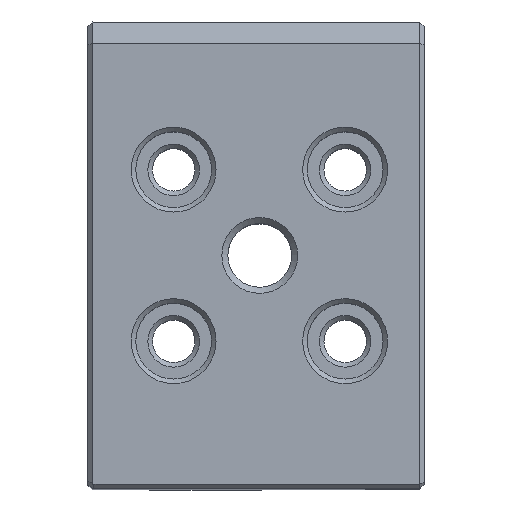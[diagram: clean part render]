
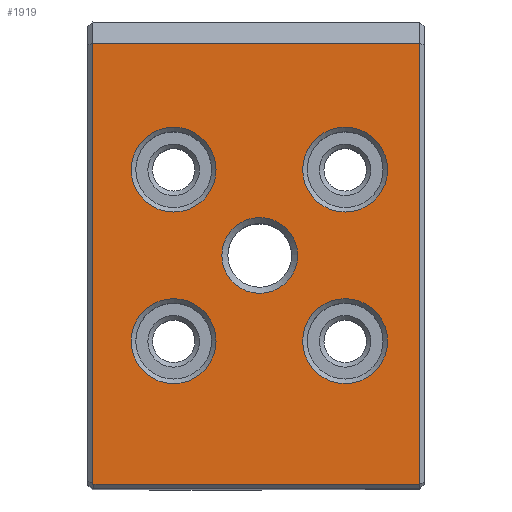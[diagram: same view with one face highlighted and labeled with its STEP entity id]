
A CAD part, top view. The second image highlights one B-rep face of the part: STEP entity #1919.
In plain terms, the highlighted planar face has unit normal (0, 0, 1).
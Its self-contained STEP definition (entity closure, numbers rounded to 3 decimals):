
#103=FACE_BOUND('',#309,.T.);
#104=FACE_BOUND('',#310,.T.);
#105=FACE_BOUND('',#311,.T.);
#106=FACE_BOUND('',#312,.T.);
#107=FACE_BOUND('',#313,.T.);
#134=CIRCLE('',#2072,2.5);
#135=CIRCLE('',#2073,2.8);
#136=CIRCLE('',#2074,2.8);
#137=CIRCLE('',#2075,2.8);
#138=CIRCLE('',#2076,2.8);
#184=FACE_OUTER_BOUND('',#308,.T.);
#308=EDGE_LOOP('',(#1390,#1391,#1392,#1393,#1394));
#309=EDGE_LOOP('',(#1395));
#310=EDGE_LOOP('',(#1396));
#311=EDGE_LOOP('',(#1397));
#312=EDGE_LOOP('',(#1398));
#313=EDGE_LOOP('',(#1399));
#509=LINE('',#3141,#684);
#512=LINE('',#3147,#687);
#513=LINE('',#3149,#688);
#514=LINE('',#3150,#689);
#515=LINE('',#3151,#690);
#684=VECTOR('',#2367,21.59);
#687=VECTOR('',#2372,0.07);
#688=VECTOR('',#2373,21.547);
#689=VECTOR('',#2374,29.1);
#690=VECTOR('',#2375,29.044);
#880=VERTEX_POINT('',#3139);
#881=VERTEX_POINT('',#3140);
#882=VERTEX_POINT('',#3145);
#883=VERTEX_POINT('',#3146);
#884=VERTEX_POINT('',#3148);
#885=VERTEX_POINT('',#3152);
#886=VERTEX_POINT('',#3154);
#887=VERTEX_POINT('',#3156);
#888=VERTEX_POINT('',#3158);
#889=VERTEX_POINT('',#3160);
#1072=EDGE_CURVE('',#880,#881,#509,.T.);
#1075=EDGE_CURVE('',#882,#883,#512,.T.);
#1076=EDGE_CURVE('',#883,#884,#513,.T.);
#1077=EDGE_CURVE('',#884,#880,#514,.T.);
#1078=EDGE_CURVE('',#881,#882,#515,.T.);
#1079=EDGE_CURVE('',#885,#885,#134,.T.);
#1080=EDGE_CURVE('',#886,#886,#135,.T.);
#1081=EDGE_CURVE('',#887,#887,#136,.T.);
#1082=EDGE_CURVE('',#888,#888,#137,.T.);
#1083=EDGE_CURVE('',#889,#889,#138,.T.);
#1390=ORIENTED_EDGE('',*,*,#1075,.T.);
#1391=ORIENTED_EDGE('',*,*,#1076,.T.);
#1392=ORIENTED_EDGE('',*,*,#1077,.T.);
#1393=ORIENTED_EDGE('',*,*,#1072,.T.);
#1394=ORIENTED_EDGE('',*,*,#1078,.T.);
#1395=ORIENTED_EDGE('',*,*,#1079,.F.);
#1396=ORIENTED_EDGE('',*,*,#1080,.T.);
#1397=ORIENTED_EDGE('',*,*,#1081,.T.);
#1398=ORIENTED_EDGE('',*,*,#1082,.T.);
#1399=ORIENTED_EDGE('',*,*,#1083,.T.);
#1848=PLANE('',#2071);
#1919=ADVANCED_FACE('',(#184,#103,#104,#105,#106,#107),#1848,.F.);
#2071=AXIS2_PLACEMENT_3D('',#3144,#2370,#2371);
#2072=AXIS2_PLACEMENT_3D('',#3153,#2376,#2377);
#2073=AXIS2_PLACEMENT_3D('',#3155,#2378,#2379);
#2074=AXIS2_PLACEMENT_3D('',#3157,#2380,#2381);
#2075=AXIS2_PLACEMENT_3D('',#3159,#2382,#2383);
#2076=AXIS2_PLACEMENT_3D('',#3161,#2384,#2385);
#2367=DIRECTION('',(-1.,0.,0.));
#2370=DIRECTION('center_axis',(0.,0.,-1.));
#2371=DIRECTION('ref_axis',(0.,1.,0.));
#2372=DIRECTION('',(0.608,-0.794,0.));
#2373=DIRECTION('',(1.,0.,0.));
#2374=DIRECTION('',(0.,1.,0.));
#2375=DIRECTION('',(0.,-1.,0.));
#2376=DIRECTION('center_axis',(0.,0.,1.));
#2377=DIRECTION('ref_axis',(1.,0.,0.));
#2378=DIRECTION('center_axis',(0.,0.,-1.));
#2379=DIRECTION('ref_axis',(1.,0.,0.));
#2380=DIRECTION('center_axis',(0.,0.,-1.));
#2381=DIRECTION('ref_axis',(1.,0.,0.));
#2382=DIRECTION('center_axis',(0.,0.,-1.));
#2383=DIRECTION('ref_axis',(1.,0.,0.));
#2384=DIRECTION('center_axis',(0.,0.,-1.));
#2385=DIRECTION('ref_axis',(1.,0.,0.));
#3139=CARTESIAN_POINT('',(12.95,14.,62.5));
#3140=CARTESIAN_POINT('',(-8.64,14.,62.5));
#3141=CARTESIAN_POINT('',(12.95,14.,62.5));
#3144=CARTESIAN_POINT('Origin',(46.778,-14.,62.5));
#3145=CARTESIAN_POINT('',(-8.64,-15.044,62.5));
#3146=CARTESIAN_POINT('',(-8.597,-15.1,62.5));
#3147=CARTESIAN_POINT('',(-8.64,-15.044,62.5));
#3148=CARTESIAN_POINT('',(12.95,-15.1,62.5));
#3149=CARTESIAN_POINT('',(-8.597,-15.1,62.5));
#3150=CARTESIAN_POINT('',(12.95,-15.1,62.5));
#3151=CARTESIAN_POINT('',(-8.64,14.,62.5));
#3152=CARTESIAN_POINT('',(-0.1,0.,62.5));
#3153=CARTESIAN_POINT('Origin',(2.4,0.,62.5));
#3154=CARTESIAN_POINT('',(-6.078,5.658,62.5));
#3155=CARTESIAN_POINT('Origin',(-3.278,5.658,62.5));
#3156=CARTESIAN_POINT('',(5.235,5.658,62.5));
#3157=CARTESIAN_POINT('Origin',(8.035,5.658,62.5));
#3158=CARTESIAN_POINT('',(-6.078,-5.655,62.5));
#3159=CARTESIAN_POINT('Origin',(-3.278,-5.655,62.5));
#3160=CARTESIAN_POINT('',(5.235,-5.655,62.5));
#3161=CARTESIAN_POINT('Origin',(8.035,-5.655,62.5));
